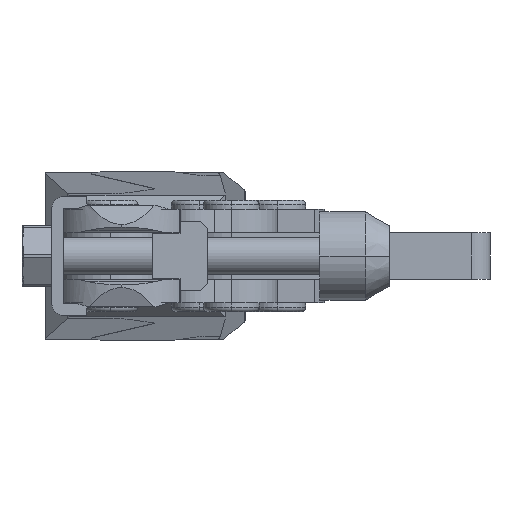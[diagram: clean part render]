
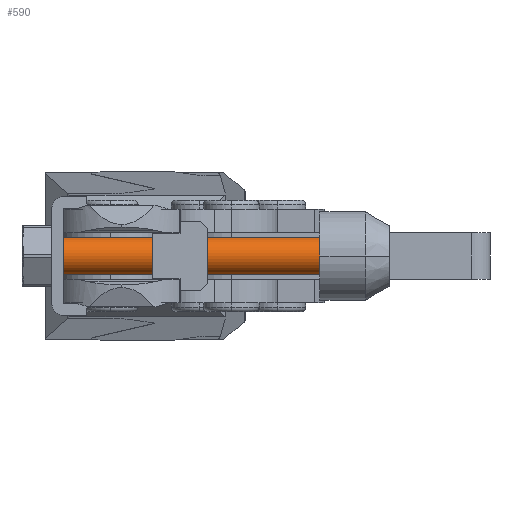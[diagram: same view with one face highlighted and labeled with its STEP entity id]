
A CAD part, left-side view. The second image highlights one B-rep face of the part: STEP entity #590.
In plain terms, the highlighted cylindrical face has radius 4 mm (diameter 8 mm), a partial arc.
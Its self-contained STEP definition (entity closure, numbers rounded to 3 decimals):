
#167 = DIRECTION ( 'NONE',  ( 0., 1., 0. ) ) ;
#222 = CARTESIAN_POINT ( 'NONE',  ( 0., 77.233, 4. ) ) ;
#497 = AXIS2_PLACEMENT_3D ( 'NONE', #638, #5608, #8547 ) ;
#590 = ADVANCED_FACE ( 'NONE', ( #8238 ), #1743, .T. ) ;
#638 = CARTESIAN_POINT ( 'NONE',  ( 0., 13., 0. ) ) ;
#1201 = EDGE_LOOP ( 'NONE', ( #2665, #9345, #2455, #8442 ) ) ;
#1361 = CARTESIAN_POINT ( 'NONE',  ( 0., 7.7, 4. ) ) ;
#1480 = VERTEX_POINT ( 'NONE', #2603 ) ;
#1743 = CYLINDRICAL_SURFACE ( 'NONE', #7490, 4. ) ;
#1782 = VERTEX_POINT ( 'NONE', #4465 ) ;
#2146 = DIRECTION ( 'NONE',  ( 0., 0., -1. ) ) ;
#2276 = AXIS2_PLACEMENT_3D ( 'NONE', #9379, #5742, #2146 ) ;
#2455 = ORIENTED_EDGE ( 'NONE', *, *, #3226, .T. ) ;
#2603 = CARTESIAN_POINT ( 'NONE',  ( 0., 77.233, -4. ) ) ;
#2665 = ORIENTED_EDGE ( 'NONE', *, *, #6581, .F. ) ;
#2926 = CIRCLE ( 'NONE', #497, 4. ) ;
#3058 = CARTESIAN_POINT ( 'NONE',  ( 0., 7.7, -4. ) ) ;
#3117 = DIRECTION ( 'NONE',  ( 0., 1., 0. ) ) ;
#3226 = EDGE_CURVE ( 'NONE', #8434, #1480, #5147, .T. ) ;
#4252 = DIRECTION ( 'NONE',  ( 0., 1., 0. ) ) ;
#4465 = CARTESIAN_POINT ( 'NONE',  ( 0., 13., 4. ) ) ;
#4744 = CARTESIAN_POINT ( 'NONE',  ( 0., 13., -4. ) ) ;
#4752 = VERTEX_POINT ( 'NONE', #4744 ) ;
#5147 = CIRCLE ( 'NONE', #2276, 4. ) ;
#5608 = DIRECTION ( 'NONE',  ( 0., -1., 0. ) ) ;
#5742 = DIRECTION ( 'NONE',  ( 0., -1., 0. ) ) ;
#6109 = DIRECTION ( 'NONE',  ( 0., 0., -1. ) ) ;
#6581 = EDGE_CURVE ( 'NONE', #1782, #4752, #2926, .T. ) ;
#7423 = CARTESIAN_POINT ( 'NONE',  ( 0., 7.7, 0. ) ) ;
#7457 = VECTOR ( 'NONE', #4252, 1000. ) ;
#7490 = AXIS2_PLACEMENT_3D ( 'NONE', #7423, #3117, #6109 ) ;
#7887 = LINE ( 'NONE', #1361, #7457 ) ;
#8028 = LINE ( 'NONE', #3058, #8073 ) ;
#8073 = VECTOR ( 'NONE', #167, 1000. ) ;
#8238 = FACE_OUTER_BOUND ( 'NONE', #1201, .T. ) ;
#8434 = VERTEX_POINT ( 'NONE', #222 ) ;
#8442 = ORIENTED_EDGE ( 'NONE', *, *, #8779, .F. ) ;
#8547 = DIRECTION ( 'NONE',  ( 0., 0., -1. ) ) ;
#8698 = EDGE_CURVE ( 'NONE', #1782, #8434, #7887, .T. ) ;
#8779 = EDGE_CURVE ( 'NONE', #4752, #1480, #8028, .T. ) ;
#9345 = ORIENTED_EDGE ( 'NONE', *, *, #8698, .T. ) ;
#9379 = CARTESIAN_POINT ( 'NONE',  ( 0., 77.233, 0. ) ) ;
